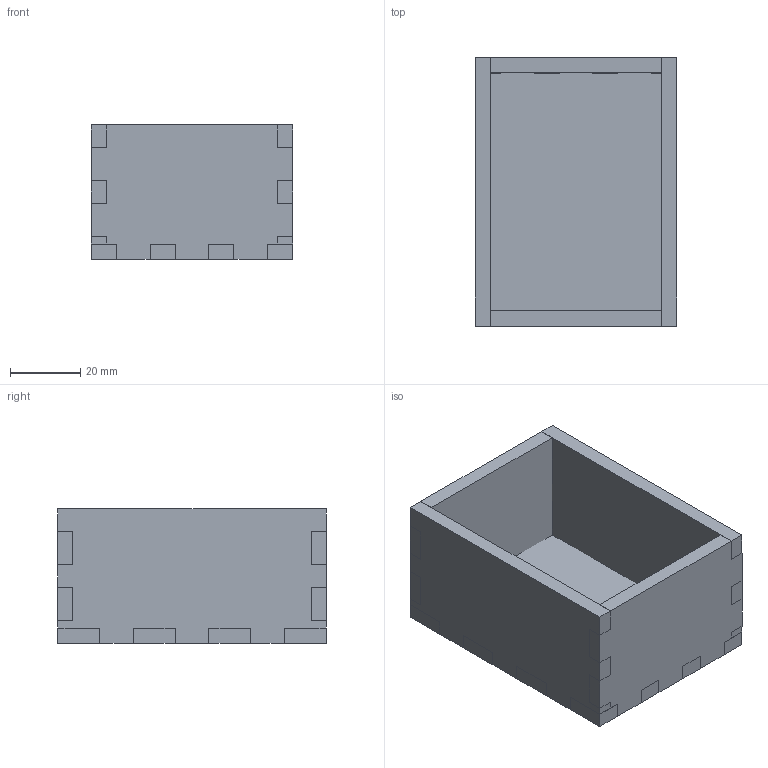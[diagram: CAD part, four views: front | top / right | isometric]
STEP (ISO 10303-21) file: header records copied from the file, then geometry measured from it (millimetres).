
FILE_DESCRIPTION(/* description */ (''),/* implementation_level */ '2;1');
FILE_NAME(/* name */ 'Box Finger Joints v1.step',/* time_stamp */ '2022-02-15T17:19:44-05:00',/* author */ (''),/* organization */ (''),/* preprocessor_version */ 'ST-DEVELOPER v18.1',/* originating_system */ 'Autodesk Translation Framework v10.13.0.1454',/* authorisation */ '');
FILE_SCHEMA (('AUTOMOTIVE_DESIGN { 1 0 10303 214 3 1 1 }'));
Length unit declared in the file: inch
Products named in the file (7): Box Finger Joints; Box; Short Side 2; Long Side 2; Short Side; Long Side; Base
Assembly tree (6 placements, depth 3):
  Box Finger Joints
    Box
      Short Side 2
      Long Side 2
      Short Side
      Long Side
      Base
Bounding box: 57.15 x 76.2 x 38.1 mm (x, y, z)
Volume: 54765.3 mm3; surface area: 31492.6 mm2
Topology: 5 solids, 5 shells, 190 faces, 540 edges, 360 vertices
Faces by surface type: plane 190
Entity records: 6247 total; most frequent: CARTESIAN_POINT 1103, ORIENTED_EDGE 1080, DIRECTION 946, LINE 540, VECTOR 540, EDGE_CURVE 540, VERTEX_POINT 360, AXIS2_PLACEMENT_3D 203
